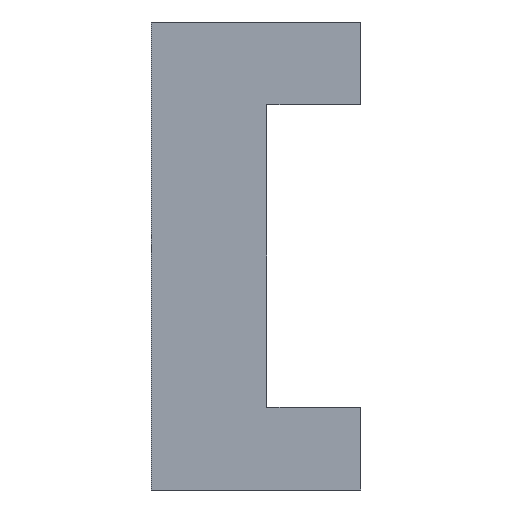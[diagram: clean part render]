
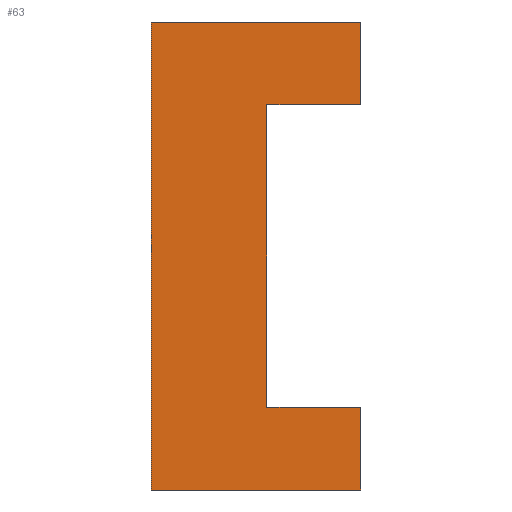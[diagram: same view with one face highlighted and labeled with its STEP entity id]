
A CAD part, front view. The second image highlights one B-rep face of the part: STEP entity #63.
In plain terms, the highlighted planar face has unit normal (0, -1, 0).
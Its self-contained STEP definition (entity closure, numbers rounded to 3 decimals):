
#63=ADVANCED_FACE('',(#253),#255,.T.);
#253=FACE_BOUND('',#254,.T.);
#254=EDGE_LOOP('',(#633,#634,#635,#636,#637,#638,#639,#640));
#255=PLANE('',#256);
#256=AXIS2_PLACEMENT_3D('',#257,#258,#259);
#257=CARTESIAN_POINT('',(-18.5,-18.5,0.));
#258=DIRECTION('',(0.,-1.,0.));
#259=DIRECTION('',(1.,0.,0.));
#633=ORIENTED_EDGE('',*,*,#820,.T.);
#634=ORIENTED_EDGE('',*,*,#765,.F.);
#635=ORIENTED_EDGE('',*,*,#821,.F.);
#636=ORIENTED_EDGE('',*,*,#800,.F.);
#637=ORIENTED_EDGE('',*,*,#822,.T.);
#638=ORIENTED_EDGE('',*,*,#758,.F.);
#639=ORIENTED_EDGE('',*,*,#815,.T.);
#640=ORIENTED_EDGE('',*,*,#823,.T.);
#758=EDGE_CURVE('',#856,#858,#859,.T.);
#765=EDGE_CURVE('',#870,#865,#872,.T.);
#800=EDGE_CURVE('',#940,#942,#943,.T.);
#815=EDGE_CURVE('',#856,#971,#972,.T.);
#820=EDGE_CURVE('',#980,#865,#981,.T.);
#821=EDGE_CURVE('',#942,#870,#982,.T.);
#822=EDGE_CURVE('',#940,#858,#983,.T.);
#823=EDGE_CURVE('',#971,#980,#984,.T.);
#856=VERTEX_POINT('',#1036);
#858=VERTEX_POINT('',#1040);
#859=LINE('',#1041,#1042);
#865=VERTEX_POINT('',#1056);
#870=VERTEX_POINT('',#1065);
#872=LINE('',#1069,#1070);
#940=VERTEX_POINT('',#1230);
#942=VERTEX_POINT('',#1234);
#943=LINE('',#1235,#1236);
#971=VERTEX_POINT('',#1305);
#972=LINE('',#1306,#1307);
#980=VERTEX_POINT('',#1325);
#981=LINE('',#1326,#1327);
#982=LINE('',#1329,#1330);
#983=LINE('',#1332,#1333);
#984=LINE('',#1335,#1336);
#1036=CARTESIAN_POINT('',(48.5,-18.5,26.5));
#1040=CARTESIAN_POINT('',(48.5,-18.5,0.));
#1041=CARTESIAN_POINT('',(48.5,-18.5,26.5));
#1042=VECTOR('',#1043,1.);
#1043=DIRECTION('',(0.,0.,-1.));
#1056=CARTESIAN_POINT('',(48.5,-18.5,123.5));
#1065=CARTESIAN_POINT('',(48.5,-18.5,150.));
#1069=CARTESIAN_POINT('',(48.5,-18.5,150.));
#1070=VECTOR('',#1071,1.);
#1071=DIRECTION('',(0.,0.,-1.));
#1230=CARTESIAN_POINT('',(-18.5,-18.5,0.));
#1234=CARTESIAN_POINT('',(-18.5,-18.5,150.));
#1235=CARTESIAN_POINT('',(-18.5,-18.5,0.));
#1236=VECTOR('',#1237,1.);
#1237=DIRECTION('',(0.,0.,1.));
#1305=CARTESIAN_POINT('',(18.5,-18.5,26.5));
#1306=CARTESIAN_POINT('',(48.5,-18.5,26.5));
#1307=VECTOR('',#1308,1.);
#1308=DIRECTION('',(-1.,0.,0.));
#1325=CARTESIAN_POINT('',(18.5,-18.5,123.5));
#1326=CARTESIAN_POINT('',(18.5,-18.5,123.5));
#1327=VECTOR('',#1328,1.);
#1328=DIRECTION('',(1.,0.,0.));
#1329=CARTESIAN_POINT('',(-18.5,-18.5,150.));
#1330=VECTOR('',#1331,1.);
#1331=DIRECTION('',(1.,0.,0.));
#1332=CARTESIAN_POINT('',(-18.5,-18.5,0.));
#1333=VECTOR('',#1334,1.);
#1334=DIRECTION('',(1.,0.,0.));
#1335=CARTESIAN_POINT('',(18.5,-18.5,26.5));
#1336=VECTOR('',#1337,1.);
#1337=DIRECTION('',(0.,0.,1.));
